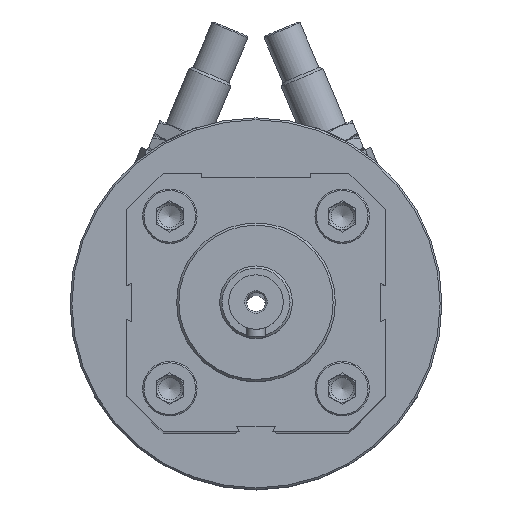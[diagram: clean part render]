
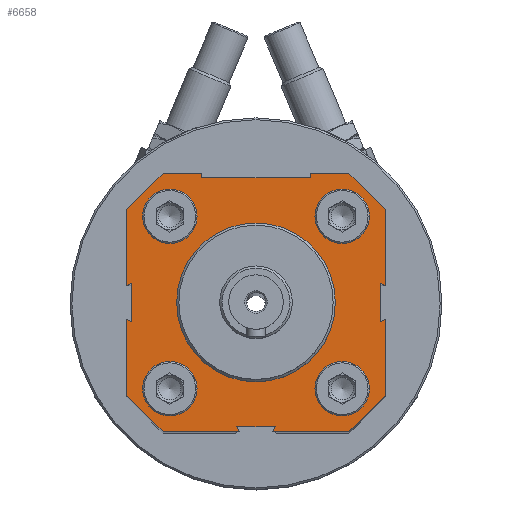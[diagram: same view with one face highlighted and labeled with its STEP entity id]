
A CAD part, top view. The second image highlights one B-rep face of the part: STEP entity #6658.
In plain terms, the highlighted face is planar.
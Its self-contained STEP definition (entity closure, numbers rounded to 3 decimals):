
#341=LINE('',#10196,#880);
#342=LINE('',#10199,#881);
#343=LINE('',#10201,#882);
#344=LINE('',#10203,#883);
#345=LINE('',#10205,#884);
#346=LINE('',#10207,#885);
#347=LINE('',#10209,#886);
#348=LINE('',#10211,#887);
#349=LINE('',#10213,#888);
#350=LINE('',#10215,#889);
#351=LINE('',#10217,#890);
#352=LINE('',#10219,#891);
#353=LINE('',#10221,#892);
#354=LINE('',#10223,#893);
#355=LINE('',#10225,#894);
#356=LINE('',#10227,#895);
#357=LINE('',#10229,#896);
#358=LINE('',#10231,#897);
#359=LINE('',#10233,#898);
#360=LINE('',#10235,#899);
#361=LINE('',#10237,#900);
#362=LINE('',#10239,#901);
#363=LINE('',#10241,#902);
#364=LINE('',#10243,#903);
#880=VECTOR('',#8031,1000.);
#881=VECTOR('',#8032,1000.);
#882=VECTOR('',#8033,1000.);
#883=VECTOR('',#8034,1000.);
#884=VECTOR('',#8035,1000.);
#885=VECTOR('',#8036,1000.);
#886=VECTOR('',#8037,1000.);
#887=VECTOR('',#8038,1000.);
#888=VECTOR('',#8039,1000.);
#889=VECTOR('',#8040,1000.);
#890=VECTOR('',#8041,1000.);
#891=VECTOR('',#8042,1000.);
#892=VECTOR('',#8043,1000.);
#893=VECTOR('',#8044,1000.);
#894=VECTOR('',#8045,1000.);
#895=VECTOR('',#8046,1000.);
#896=VECTOR('',#8047,1000.);
#897=VECTOR('',#8048,1000.);
#898=VECTOR('',#8049,1000.);
#899=VECTOR('',#8050,1000.);
#900=VECTOR('',#8051,1000.);
#901=VECTOR('',#8052,1000.);
#902=VECTOR('',#8053,1000.);
#903=VECTOR('',#8054,1000.);
#1419=ORIENTED_EDGE('',*,*,#3277,.F.);
#1420=ORIENTED_EDGE('',*,*,#3278,.F.);
#1421=ORIENTED_EDGE('',*,*,#3279,.F.);
#1422=ORIENTED_EDGE('',*,*,#3280,.F.);
#1423=ORIENTED_EDGE('',*,*,#3281,.F.);
#1424=ORIENTED_EDGE('',*,*,#3282,.F.);
#1425=ORIENTED_EDGE('',*,*,#3283,.F.);
#1426=ORIENTED_EDGE('',*,*,#3284,.F.);
#1427=ORIENTED_EDGE('',*,*,#3285,.F.);
#1428=ORIENTED_EDGE('',*,*,#3286,.F.);
#1429=ORIENTED_EDGE('',*,*,#3287,.F.);
#1430=ORIENTED_EDGE('',*,*,#3288,.F.);
#1431=ORIENTED_EDGE('',*,*,#3289,.F.);
#1432=ORIENTED_EDGE('',*,*,#3290,.F.);
#1433=ORIENTED_EDGE('',*,*,#3291,.F.);
#1434=ORIENTED_EDGE('',*,*,#3292,.F.);
#1435=ORIENTED_EDGE('',*,*,#3293,.F.);
#1436=ORIENTED_EDGE('',*,*,#3294,.F.);
#1437=ORIENTED_EDGE('',*,*,#3295,.F.);
#1438=ORIENTED_EDGE('',*,*,#3296,.F.);
#1439=ORIENTED_EDGE('',*,*,#3297,.F.);
#1440=ORIENTED_EDGE('',*,*,#3298,.F.);
#1441=ORIENTED_EDGE('',*,*,#3299,.F.);
#1442=ORIENTED_EDGE('',*,*,#3300,.F.);
#1443=ORIENTED_EDGE('',*,*,#3301,.F.);
#1444=ORIENTED_EDGE('',*,*,#3302,.F.);
#1445=ORIENTED_EDGE('',*,*,#3303,.F.);
#1446=ORIENTED_EDGE('',*,*,#3304,.F.);
#1447=ORIENTED_EDGE('',*,*,#3305,.F.);
#3277=EDGE_CURVE('',#4206,#4206,#4861,.T.);
#3278=EDGE_CURVE('',#4207,#4207,#4862,.T.);
#3279=EDGE_CURVE('',#4208,#4208,#4863,.F.);
#3280=EDGE_CURVE('',#4209,#4210,#341,.T.);
#3281=EDGE_CURVE('',#4211,#4209,#342,.T.);
#3282=EDGE_CURVE('',#4212,#4211,#343,.T.);
#3283=EDGE_CURVE('',#4213,#4212,#344,.T.);
#3284=EDGE_CURVE('',#4214,#4213,#345,.T.);
#3285=EDGE_CURVE('',#4215,#4214,#346,.T.);
#3286=EDGE_CURVE('',#4216,#4215,#347,.T.);
#3287=EDGE_CURVE('',#4217,#4216,#348,.T.);
#3288=EDGE_CURVE('',#4218,#4217,#349,.T.);
#3289=EDGE_CURVE('',#4219,#4218,#350,.T.);
#3290=EDGE_CURVE('',#4220,#4219,#351,.T.);
#3291=EDGE_CURVE('',#4221,#4220,#352,.T.);
#3292=EDGE_CURVE('',#4222,#4221,#353,.T.);
#3293=EDGE_CURVE('',#4223,#4222,#354,.T.);
#3294=EDGE_CURVE('',#4224,#4223,#355,.T.);
#3295=EDGE_CURVE('',#4225,#4224,#356,.T.);
#3296=EDGE_CURVE('',#4226,#4225,#357,.T.);
#3297=EDGE_CURVE('',#4227,#4226,#358,.T.);
#3298=EDGE_CURVE('',#4228,#4227,#359,.T.);
#3299=EDGE_CURVE('',#4229,#4228,#360,.T.);
#3300=EDGE_CURVE('',#4230,#4229,#361,.T.);
#3301=EDGE_CURVE('',#4231,#4230,#362,.T.);
#3302=EDGE_CURVE('',#4232,#4231,#363,.T.);
#3303=EDGE_CURVE('',#4210,#4232,#364,.T.);
#3304=EDGE_CURVE('',#4233,#4233,#4864,.T.);
#3305=EDGE_CURVE('',#4234,#4234,#4865,.T.);
#4206=VERTEX_POINT('',#10191);
#4207=VERTEX_POINT('',#10193);
#4208=VERTEX_POINT('',#10195);
#4209=VERTEX_POINT('',#10197);
#4210=VERTEX_POINT('',#10198);
#4211=VERTEX_POINT('',#10200);
#4212=VERTEX_POINT('',#10202);
#4213=VERTEX_POINT('',#10204);
#4214=VERTEX_POINT('',#10206);
#4215=VERTEX_POINT('',#10208);
#4216=VERTEX_POINT('',#10210);
#4217=VERTEX_POINT('',#10212);
#4218=VERTEX_POINT('',#10214);
#4219=VERTEX_POINT('',#10216);
#4220=VERTEX_POINT('',#10218);
#4221=VERTEX_POINT('',#10220);
#4222=VERTEX_POINT('',#10222);
#4223=VERTEX_POINT('',#10224);
#4224=VERTEX_POINT('',#10226);
#4225=VERTEX_POINT('',#10228);
#4226=VERTEX_POINT('',#10230);
#4227=VERTEX_POINT('',#10232);
#4228=VERTEX_POINT('',#10234);
#4229=VERTEX_POINT('',#10236);
#4230=VERTEX_POINT('',#10238);
#4231=VERTEX_POINT('',#10240);
#4232=VERTEX_POINT('',#10242);
#4233=VERTEX_POINT('',#10245);
#4234=VERTEX_POINT('',#10247);
#4861=CIRCLE('',#7209,6.);
#4862=CIRCLE('',#7210,6.);
#4863=CIRCLE('',#7211,17.5);
#4864=CIRCLE('',#7212,6.);
#4865=CIRCLE('',#7213,6.);
#5223=EDGE_LOOP('',(#1419));
#5224=EDGE_LOOP('',(#1420));
#5225=EDGE_LOOP('',(#1421));
#5226=EDGE_LOOP('',(#1422,#1423,#1424,#1425,#1426,#1427,#1428,#1429,#1430,
#1431,#1432,#1433,#1434,#1435,#1436,#1437,#1438,#1439,#1440,#1441,#1442,
#1443,#1444,#1445));
#5227=EDGE_LOOP('',(#1446));
#5228=EDGE_LOOP('',(#1447));
#5820=FACE_BOUND('',#5223,.T.);
#5821=FACE_BOUND('',#5224,.T.);
#5822=FACE_BOUND('',#5225,.T.);
#5823=FACE_BOUND('',#5226,.T.);
#5824=FACE_BOUND('',#5227,.T.);
#5825=FACE_BOUND('',#5228,.T.);
#6424=PLANE('',#7208);
#6658=ADVANCED_FACE('',(#5820,#5821,#5822,#5823,#5824,#5825),#6424,.F.);
#7208=AXIS2_PLACEMENT_3D('',#10189,#8023,#8024);
#7209=AXIS2_PLACEMENT_3D('',#10190,#8025,#8026);
#7210=AXIS2_PLACEMENT_3D('',#10192,#8027,#8028);
#7211=AXIS2_PLACEMENT_3D('',#10194,#8029,#8030);
#7212=AXIS2_PLACEMENT_3D('',#10244,#8055,#8056);
#7213=AXIS2_PLACEMENT_3D('',#10246,#8057,#8058);
#8023=DIRECTION('',(1.,0.,0.));
#8024=DIRECTION('',(0.,0.,-1.));
#8025=DIRECTION('',(-1.,0.,0.));
#8026=DIRECTION('',(0.,0.,1.));
#8027=DIRECTION('',(-1.,0.,0.));
#8028=DIRECTION('',(0.,0.,1.));
#8029=DIRECTION('',(1.,0.,0.));
#8030=DIRECTION('',(0.,0.,-1.));
#8031=DIRECTION('',(0.,-1.,0.));
#8032=DIRECTION('',(0.,0.429,0.903));
#8033=DIRECTION('',(0.,-1.,0.));
#8034=DIRECTION('',(0.,0.429,-0.903));
#8035=DIRECTION('',(0.,-1.,0.));
#8036=DIRECTION('',(0.,-0.707,0.707));
#8037=DIRECTION('',(0.,0.,1.));
#8038=DIRECTION('',(0.,0.996,0.087));
#8039=DIRECTION('',(0.,0.,1.));
#8040=DIRECTION('',(0.,-0.996,0.087));
#8041=DIRECTION('',(0.,0.,1.));
#8042=DIRECTION('',(0.,0.707,0.707));
#8043=DIRECTION('',(0.,1.,0.));
#8044=DIRECTION('',(0.,-0.429,-0.903));
#8045=DIRECTION('',(0.,1.,0.));
#8046=DIRECTION('',(0.,-0.429,0.903));
#8047=DIRECTION('',(0.,1.,0.));
#8048=DIRECTION('',(0.,0.707,-0.707));
#8049=DIRECTION('',(0.,0.,-1.));
#8050=DIRECTION('',(0.,-0.903,0.429));
#8051=DIRECTION('',(0.,0.,-1.));
#8052=DIRECTION('',(0.,0.903,0.429));
#8053=DIRECTION('',(0.,0.,-1.));
#8054=DIRECTION('',(0.,-0.707,-0.707));
#8055=DIRECTION('',(-1.,0.,0.));
#8056=DIRECTION('',(0.,0.,1.));
#8057=DIRECTION('',(-1.,0.,0.));
#8058=DIRECTION('',(0.,0.,1.));
#10189=CARTESIAN_POINT('',(-243.4,0.,0.));
#10190=CARTESIAN_POINT('',(-243.4,-19.,19.));
#10191=CARTESIAN_POINT('',(-243.4,-19.,25.));
#10192=CARTESIAN_POINT('',(-243.4,19.,-19.));
#10193=CARTESIAN_POINT('',(-243.4,19.,-13.));
#10194=CARTESIAN_POINT('',(-243.4,0.,0.));
#10195=CARTESIAN_POINT('',(-243.4,0.,-17.5));
#10196=CARTESIAN_POINT('',(-243.4,-3.734,28.5));
#10197=CARTESIAN_POINT('',(-243.4,-3.734,28.5));
#10198=CARTESIAN_POINT('',(-243.4,-20.5,28.5));
#10199=CARTESIAN_POINT('',(-243.4,-4.275,27.36));
#10200=CARTESIAN_POINT('',(-243.4,-4.275,27.36));
#10201=CARTESIAN_POINT('',(-243.4,4.275,27.36));
#10202=CARTESIAN_POINT('',(-243.4,4.275,27.36));
#10203=CARTESIAN_POINT('',(-243.4,3.734,28.5));
#10204=CARTESIAN_POINT('',(-243.4,3.734,28.5));
#10205=CARTESIAN_POINT('',(-243.4,20.5,28.5));
#10206=CARTESIAN_POINT('',(-243.4,20.5,28.5));
#10207=CARTESIAN_POINT('',(-243.4,28.5,20.5));
#10208=CARTESIAN_POINT('',(-243.4,28.5,20.5));
#10209=CARTESIAN_POINT('',(-243.4,28.5,12.));
#10210=CARTESIAN_POINT('',(-243.4,28.5,12.));
#10211=CARTESIAN_POINT('',(-243.4,27.474,11.91));
#10212=CARTESIAN_POINT('',(-243.4,27.474,11.91));
#10213=CARTESIAN_POINT('',(-243.4,27.474,-11.91));
#10214=CARTESIAN_POINT('',(-243.4,27.474,-11.91));
#10215=CARTESIAN_POINT('',(-243.4,28.5,-12.));
#10216=CARTESIAN_POINT('',(-243.4,28.5,-12.));
#10217=CARTESIAN_POINT('',(-243.4,28.5,-20.5));
#10218=CARTESIAN_POINT('',(-243.4,28.5,-20.5));
#10219=CARTESIAN_POINT('',(-243.4,20.5,-28.5));
#10220=CARTESIAN_POINT('',(-243.4,20.5,-28.5));
#10221=CARTESIAN_POINT('',(-243.4,3.734,-28.5));
#10222=CARTESIAN_POINT('',(-243.4,3.734,-28.5));
#10223=CARTESIAN_POINT('',(-243.4,4.275,-27.36));
#10224=CARTESIAN_POINT('',(-243.4,4.275,-27.36));
#10225=CARTESIAN_POINT('',(-243.4,-4.275,-27.36));
#10226=CARTESIAN_POINT('',(-243.4,-4.275,-27.36));
#10227=CARTESIAN_POINT('',(-243.4,-3.734,-28.5));
#10228=CARTESIAN_POINT('',(-243.4,-3.734,-28.5));
#10229=CARTESIAN_POINT('',(-243.4,-20.5,-28.5));
#10230=CARTESIAN_POINT('',(-243.4,-20.5,-28.5));
#10231=CARTESIAN_POINT('',(-243.4,-28.5,-20.5));
#10232=CARTESIAN_POINT('',(-243.4,-28.5,-20.5));
#10233=CARTESIAN_POINT('',(-243.4,-28.5,-3.734));
#10234=CARTESIAN_POINT('',(-243.4,-28.5,-3.734));
#10235=CARTESIAN_POINT('',(-243.4,-27.36,-4.275));
#10236=CARTESIAN_POINT('',(-243.4,-27.36,-4.275));
#10237=CARTESIAN_POINT('',(-243.4,-27.36,4.275));
#10238=CARTESIAN_POINT('',(-243.4,-27.36,4.275));
#10239=CARTESIAN_POINT('',(-243.4,-28.5,3.734));
#10240=CARTESIAN_POINT('',(-243.4,-28.5,3.734));
#10241=CARTESIAN_POINT('',(-243.4,-28.5,20.5));
#10242=CARTESIAN_POINT('',(-243.4,-28.5,20.5));
#10243=CARTESIAN_POINT('',(-243.4,-20.5,28.5));
#10244=CARTESIAN_POINT('',(-243.4,-19.,-19.));
#10245=CARTESIAN_POINT('',(-243.4,-19.,-13.));
#10246=CARTESIAN_POINT('',(-243.4,19.,19.));
#10247=CARTESIAN_POINT('',(-243.4,19.,25.));
